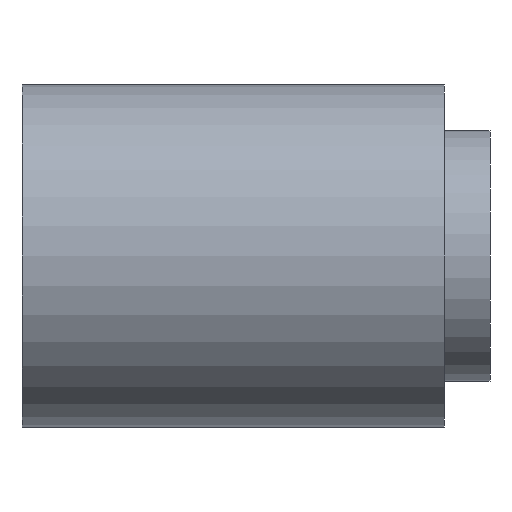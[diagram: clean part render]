
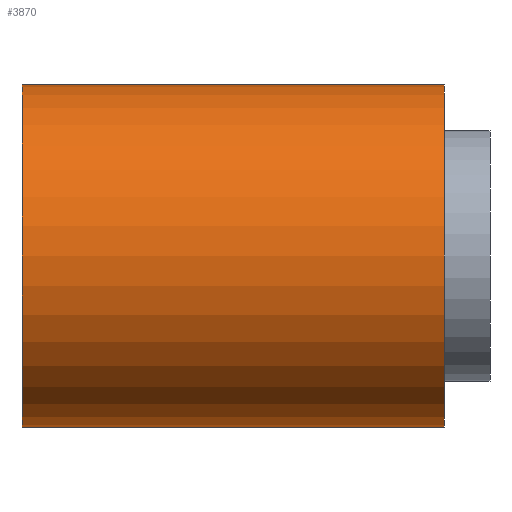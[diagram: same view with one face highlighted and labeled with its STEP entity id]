
A CAD part, front view. The second image highlights one B-rep face of the part: STEP entity #3870.
In plain terms, the highlighted cylindrical face has radius 37.5 mm (diameter 75 mm), a full revolution.
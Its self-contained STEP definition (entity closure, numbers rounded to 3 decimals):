
#21 = EDGE_CURVE('',#22,#22,#24,.T.);
#22 = VERTEX_POINT('',#23);
#23 = CARTESIAN_POINT('',(-25.,0.,37.5));
#24 = SURFACE_CURVE('',#25,(#30,#42),.PCURVE_S1.);
#25 = CIRCLE('',#26,37.5);
#26 = AXIS2_PLACEMENT_3D('',#27,#28,#29);
#27 = CARTESIAN_POINT('',(-25.,0.,0.));
#28 = DIRECTION('',(1.,0.,-0.));
#29 = DIRECTION('',(0.,0.,1.));
#30 = PCURVE('',#31,#36);
#31 = PLANE('',#32);
#32 = AXIS2_PLACEMENT_3D('',#33,#34,#35);
#33 = CARTESIAN_POINT('',(-25.,0.,0.));
#34 = DIRECTION('',(1.,0.,0.));
#35 = DIRECTION('',(0.,0.,1.));
#36 = DEFINITIONAL_REPRESENTATION('',(#37),#41);
#37 = CIRCLE('',#38,37.5);
#38 = AXIS2_PLACEMENT_2D('',#39,#40);
#39 = CARTESIAN_POINT('',(0.,0.));
#40 = DIRECTION('',(1.,0.));
#41 = ( GEOMETRIC_REPRESENTATION_CONTEXT(2) 
PARAMETRIC_REPRESENTATION_CONTEXT() REPRESENTATION_CONTEXT('2D SPACE',''
  ) );
#42 = PCURVE('',#43,#48);
#43 = CYLINDRICAL_SURFACE('',#44,37.5);
#44 = AXIS2_PLACEMENT_3D('',#45,#46,#47);
#45 = CARTESIAN_POINT('',(67.564,0.,0.));
#46 = DIRECTION('',(-1.,-0.,-0.));
#47 = DIRECTION('',(-0.,0.,1.));
#48 = DEFINITIONAL_REPRESENTATION('',(#49),#53);
#49 = LINE('',#50,#51);
#50 = CARTESIAN_POINT('',(-0.,92.564));
#51 = VECTOR('',#52,1.);
#52 = DIRECTION('',(-1.,0.));
#53 = ( GEOMETRIC_REPRESENTATION_CONTEXT(2) 
PARAMETRIC_REPRESENTATION_CONTEXT() REPRESENTATION_CONTEXT('2D SPACE',''
  ) );
#3828 = PLANE('',#3829);
#3829 = AXIS2_PLACEMENT_3D('',#3830,#3831,#3832);
#3830 = CARTESIAN_POINT('',(67.564,0.,0.));
#3831 = DIRECTION('',(1.,0.,0.));
#3832 = DIRECTION('',(0.,0.,1.));
#3847 = EDGE_CURVE('',#3848,#3848,#3850,.T.);
#3848 = VERTEX_POINT('',#3849);
#3849 = CARTESIAN_POINT('',(67.564,0.,37.5));
#3850 = SURFACE_CURVE('',#3851,(#3856,#3863),.PCURVE_S1.);
#3851 = CIRCLE('',#3852,37.5);
#3852 = AXIS2_PLACEMENT_3D('',#3853,#3854,#3855);
#3853 = CARTESIAN_POINT('',(67.564,0.,0.));
#3854 = DIRECTION('',(1.,0.,-0.));
#3855 = DIRECTION('',(0.,0.,1.));
#3856 = PCURVE('',#3828,#3857);
#3857 = DEFINITIONAL_REPRESENTATION('',(#3858),#3862);
#3858 = CIRCLE('',#3859,37.5);
#3859 = AXIS2_PLACEMENT_2D('',#3860,#3861);
#3860 = CARTESIAN_POINT('',(0.,0.));
#3861 = DIRECTION('',(1.,-0.));
#3862 = ( GEOMETRIC_REPRESENTATION_CONTEXT(2) 
PARAMETRIC_REPRESENTATION_CONTEXT() REPRESENTATION_CONTEXT('2D SPACE',''
  ) );
#3863 = PCURVE('',#43,#3864);
#3864 = DEFINITIONAL_REPRESENTATION('',(#3865),#3869);
#3865 = LINE('',#3866,#3867);
#3866 = CARTESIAN_POINT('',(-0.,0.));
#3867 = VECTOR('',#3868,1.);
#3868 = DIRECTION('',(-1.,0.));
#3869 = ( GEOMETRIC_REPRESENTATION_CONTEXT(2) 
PARAMETRIC_REPRESENTATION_CONTEXT() REPRESENTATION_CONTEXT('2D SPACE',''
  ) );
#3870 = ADVANCED_FACE('',(#3871),#43,.T.);
#3871 = FACE_BOUND('',#3872,.F.);
#3872 = EDGE_LOOP('',(#3873,#3874,#3895,#3896));
#3873 = ORIENTED_EDGE('',*,*,#3847,.T.);
#3874 = ORIENTED_EDGE('',*,*,#3875,.F.);
#3875 = EDGE_CURVE('',#22,#3848,#3876,.T.);
#3876 = SEAM_CURVE('',#3877,(#3881,#3888),.PCURVE_S1.);
#3877 = LINE('',#3878,#3879);
#3878 = CARTESIAN_POINT('',(-25.,0.,37.5));
#3879 = VECTOR('',#3880,1.);
#3880 = DIRECTION('',(1.,0.,0.));
#3881 = PCURVE('',#43,#3882);
#3882 = DEFINITIONAL_REPRESENTATION('',(#3883),#3887);
#3883 = LINE('',#3884,#3885);
#3884 = CARTESIAN_POINT('',(-6.283,92.564));
#3885 = VECTOR('',#3886,1.);
#3886 = DIRECTION('',(-0.,-1.));
#3887 = ( GEOMETRIC_REPRESENTATION_CONTEXT(2) 
PARAMETRIC_REPRESENTATION_CONTEXT() REPRESENTATION_CONTEXT('2D SPACE',''
  ) );
#3888 = PCURVE('',#43,#3889);
#3889 = DEFINITIONAL_REPRESENTATION('',(#3890),#3894);
#3890 = LINE('',#3891,#3892);
#3891 = CARTESIAN_POINT('',(-0.,92.564));
#3892 = VECTOR('',#3893,1.);
#3893 = DIRECTION('',(-0.,-1.));
#3894 = ( GEOMETRIC_REPRESENTATION_CONTEXT(2) 
PARAMETRIC_REPRESENTATION_CONTEXT() REPRESENTATION_CONTEXT('2D SPACE',''
  ) );
#3895 = ORIENTED_EDGE('',*,*,#21,.F.);
#3896 = ORIENTED_EDGE('',*,*,#3875,.T.);
